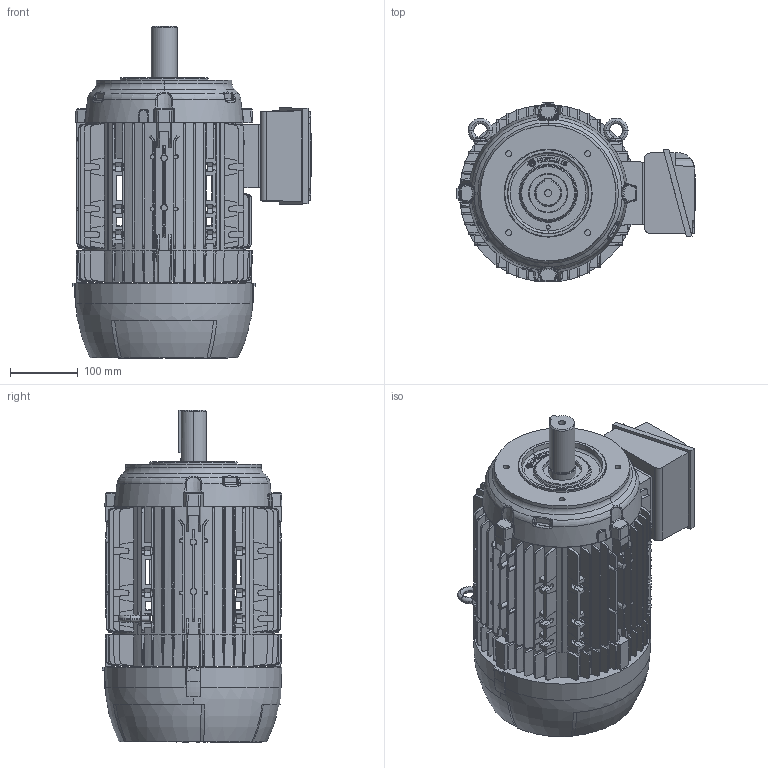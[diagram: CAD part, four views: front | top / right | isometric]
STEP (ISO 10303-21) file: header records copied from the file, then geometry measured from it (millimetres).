
FILE_DESCRIPTION (( 'STEP AP203' ), '1' );
FILE_NAME ('132ML_SP_DI_LEFT.STEP', '2022-07-27T13:05:55', ( '' ), ( '' ), 'SwSTEP 2.0', 'SolidWorks 2020', '' );
FILE_SCHEMA (( 'CONFIG_CONTROL_DESIGN' ));
Products named in the file (1): 132ML_SP_DI_LEFT
Bounding box: 352.04 x 265.6 x 490 mm (x, y, z)
Surface area: 879266.3 mm2 (no closed solid volume)
Topology: 0 solids, 16 shells, 2187 faces, 6405 edges, 4223 vertices
Faces by surface type: plane 1307, cone 354, bspline 271, cylinder 167, torus 81, sphere 7
Entity records: 84139 total; most frequent: CARTESIAN_POINT 30926, ORIENTED_EDGE 11849, DIRECTION 9411, EDGE_CURVE 6405, VERTEX_POINT 4223, LINE 3307, VECTOR 3307, AXIS2_PLACEMENT_3D 3052
